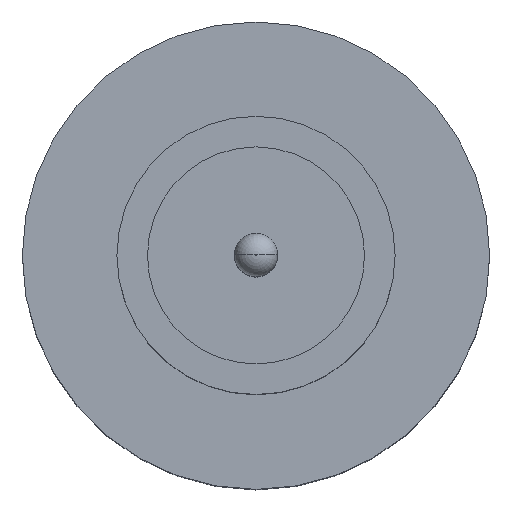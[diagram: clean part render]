
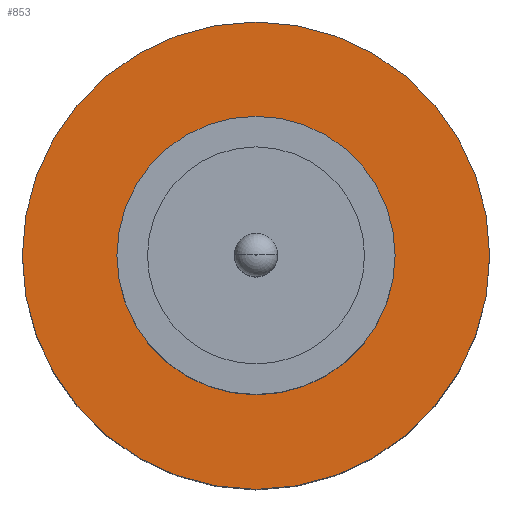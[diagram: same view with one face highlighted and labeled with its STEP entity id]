
A CAD part, top view. The second image highlights one B-rep face of the part: STEP entity #853.
In plain terms, the highlighted planar face has unit normal (0, 0, 1).
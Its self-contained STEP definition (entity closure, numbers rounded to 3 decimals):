
#19 = VERTEX_POINT ( 'NONE', #643 ) ;
#27 = CIRCLE ( 'NONE', #158, 2.1 ) ;
#54 = CARTESIAN_POINT ( 'NONE',  ( 0., 0., 1.55 ) ) ;
#61 = AXIS2_PLACEMENT_3D ( 'NONE', #364, #461, #131 ) ;
#131 = DIRECTION ( 'NONE',  ( 1., 0., 0. ) ) ;
#132 = CIRCLE ( 'NONE', #468, 2.1 ) ;
#158 = AXIS2_PLACEMENT_3D ( 'NONE', #920, #616, #859 ) ;
#176 = CIRCLE ( 'NONE', #61, 1.25 ) ;
#270 = VERTEX_POINT ( 'NONE', #916 ) ;
#296 = VERTEX_POINT ( 'NONE', #996 ) ;
#297 = DIRECTION ( 'NONE',  ( 0., 0., 1. ) ) ;
#356 = CARTESIAN_POINT ( 'NONE',  ( 1.25, 0., 1.55 ) ) ;
#364 = CARTESIAN_POINT ( 'NONE',  ( 0., 0., 1.55 ) ) ;
#365 = EDGE_CURVE ( 'NONE', #270, #19, #27, .T. ) ;
#376 = DIRECTION ( 'NONE',  ( 1., 0., 0. ) ) ;
#399 = CARTESIAN_POINT ( 'NONE',  ( 0., 0., 1.55 ) ) ;
#461 = DIRECTION ( 'NONE',  ( 0., 0., 1. ) ) ;
#468 = AXIS2_PLACEMENT_3D ( 'NONE', #753, #297, #376 ) ;
#473 = ORIENTED_EDGE ( 'NONE', *, *, #852, .T. ) ;
#495 = FACE_OUTER_BOUND ( 'NONE', #874, .T. ) ;
#545 = AXIS2_PLACEMENT_3D ( 'NONE', #399, #938, #699 ) ;
#616 = DIRECTION ( 'NONE',  ( 0., 0., 1. ) ) ;
#643 = CARTESIAN_POINT ( 'NONE',  ( 2.1, 0., 1.55 ) ) ;
#644 = CIRCLE ( 'NONE', #545, 1.25 ) ;
#665 = AXIS2_PLACEMENT_3D ( 'NONE', #54, #759, #765 ) ;
#684 = PLANE ( 'NONE',  #665 ) ;
#699 = DIRECTION ( 'NONE',  ( 1., 0., 0. ) ) ;
#741 = VERTEX_POINT ( 'NONE', #356 ) ;
#749 = EDGE_LOOP ( 'NONE', ( #923, #945 ) ) ;
#753 = CARTESIAN_POINT ( 'NONE',  ( 0., 0., 1.55 ) ) ;
#759 = DIRECTION ( 'NONE',  ( 0., 0., 1. ) ) ;
#764 = EDGE_CURVE ( 'NONE', #741, #296, #176, .T. ) ;
#765 = DIRECTION ( 'NONE',  ( 1., 0., 0. ) ) ;
#852 = EDGE_CURVE ( 'NONE', #19, #270, #132, .T. ) ;
#853 = ADVANCED_FACE ( 'NONE', ( #928, #495 ), #684, .T. ) ;
#859 = DIRECTION ( 'NONE',  ( 1., 0., 0. ) ) ;
#874 = EDGE_LOOP ( 'NONE', ( #897, #473 ) ) ;
#897 = ORIENTED_EDGE ( 'NONE', *, *, #365, .T. ) ;
#916 = CARTESIAN_POINT ( 'NONE',  ( -2.1, 0., 1.55 ) ) ;
#918 = EDGE_CURVE ( 'NONE', #296, #741, #644, .T. ) ;
#920 = CARTESIAN_POINT ( 'NONE',  ( 0., 0., 1.55 ) ) ;
#923 = ORIENTED_EDGE ( 'NONE', *, *, #764, .F. ) ;
#928 = FACE_BOUND ( 'NONE', #749, .T. ) ;
#938 = DIRECTION ( 'NONE',  ( 0., 0., 1. ) ) ;
#945 = ORIENTED_EDGE ( 'NONE', *, *, #918, .F. ) ;
#996 = CARTESIAN_POINT ( 'NONE',  ( -1.25, 0., 1.55 ) ) ;
